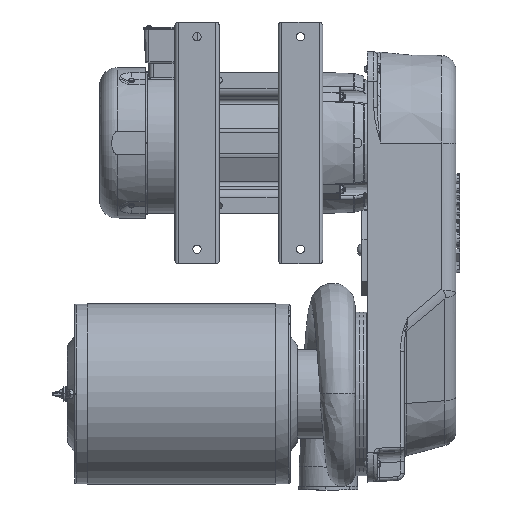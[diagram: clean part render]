
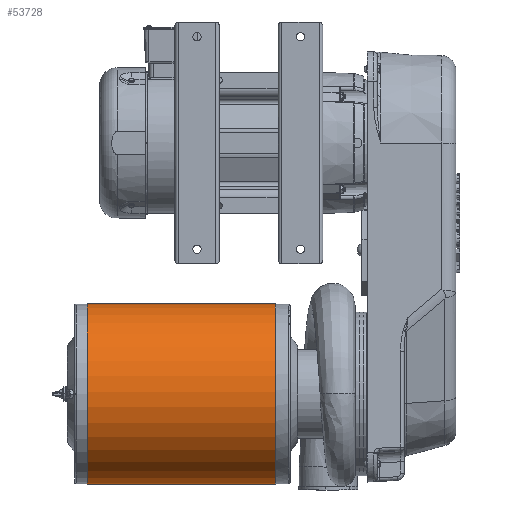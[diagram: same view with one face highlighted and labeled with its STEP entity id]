
A CAD part, front view. The second image highlights one B-rep face of the part: STEP entity #53728.
In plain terms, the highlighted cylindrical face has radius 155.448 mm (diameter 310.896 mm), a full revolution.
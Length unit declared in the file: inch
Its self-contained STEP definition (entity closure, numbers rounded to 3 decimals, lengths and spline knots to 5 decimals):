
#3953=FACE_OUTER_BOUND('',#7252,.T.);
#7252=EDGE_LOOP('',(#36721,#36722,#36723,#36724));
#10857=CIRCLE('',#57191,6.12);
#10860=CIRCLE('',#57196,6.12);
#14017=LINE('',#105276,#18091);
#18091=VECTOR('',#63553,6.12);
#22455=VERTEX_POINT('',#105260);
#22458=VERTEX_POINT('',#105268);
#28035=EDGE_CURVE('',#22455,#22455,#10857,.T.);
#28038=EDGE_CURVE('',#22458,#22458,#10860,.T.);
#28041=EDGE_CURVE('',#22455,#22458,#14017,.T.);
#36721=ORIENTED_EDGE('',*,*,#28035,.F.);
#36722=ORIENTED_EDGE('',*,*,#28041,.T.);
#36723=ORIENTED_EDGE('',*,*,#28038,.F.);
#36724=ORIENTED_EDGE('',*,*,#28041,.F.);
#52581=CYLINDRICAL_SURFACE('',#57200,6.12);
#53728=ADVANCED_FACE('',(#3953),#52581,.T.);
#57191=AXIS2_PLACEMENT_3D('',#105261,#63533,#63534);
#57196=AXIS2_PLACEMENT_3D('',#105269,#63543,#63544);
#57200=AXIS2_PLACEMENT_3D('',#105275,#63551,#63552);
#63533=DIRECTION('center_axis',(-1.,0.,0.));
#63534=DIRECTION('ref_axis',(0.,-0.521,-0.854));
#63543=DIRECTION('center_axis',(1.,0.,0.));
#63544=DIRECTION('ref_axis',(0.,-0.521,-0.854));
#63551=DIRECTION('center_axis',(-1.,0.,0.));
#63552=DIRECTION('ref_axis',(0.,-0.521,-0.854));
#63553=DIRECTION('',(1.,0.,0.));
#105260=CARTESIAN_POINT('',(-28.26555,9.27297,-11.63631));
#105261=CARTESIAN_POINT('Origin',(-28.26555,6.08587,-16.86095));
#105268=CARTESIAN_POINT('',(-15.51555,9.27297,-11.63631));
#105269=CARTESIAN_POINT('Origin',(-15.51555,6.08587,-16.86095));
#105275=CARTESIAN_POINT('Origin',(-15.51555,6.08587,-16.86095));
#105276=CARTESIAN_POINT('',(-15.51555,9.27297,-11.63631));
